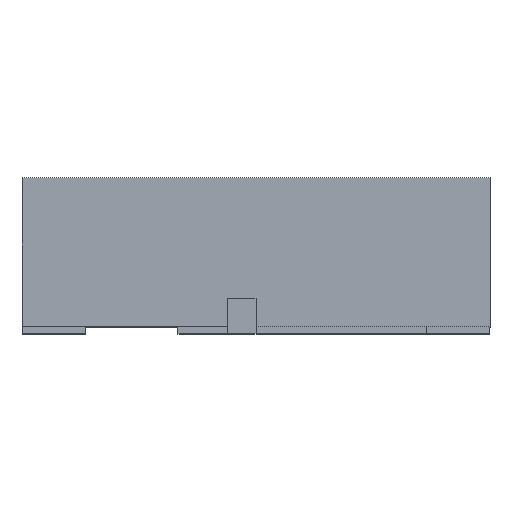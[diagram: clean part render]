
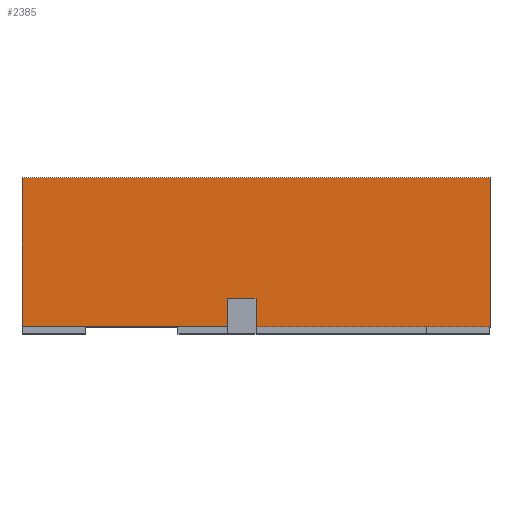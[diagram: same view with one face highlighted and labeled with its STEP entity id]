
A CAD part, top view. The second image highlights one B-rep face of the part: STEP entity #2385.
In plain terms, the highlighted planar face has unit normal (0, 0, 1).
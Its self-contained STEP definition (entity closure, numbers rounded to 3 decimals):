
#14 = EDGE_LOOP ( 'NONE', ( #907, #944, #1560, #3417, #1561, #2976, #1793, #4339 ) ) ;
#107 = DIRECTION ( 'NONE',  ( 1., 0., 0. ) ) ;
#317 = EDGE_CURVE ( 'NONE', #1306, #4360, #765, .T. ) ;
#323 = DIRECTION ( 'NONE',  ( 0., -1., 0. ) ) ;
#378 = CARTESIAN_POINT ( 'NONE',  ( 0., 0.05, 1.65 ) ) ;
#511 = LINE ( 'NONE', #2620, #3197 ) ;
#595 = LINE ( 'NONE', #4143, #1298 ) ;
#702 = VECTOR ( 'NONE', #107, 1000. ) ;
#756 = DIRECTION ( 'NONE',  ( 1., 0., 0. ) ) ;
#765 = LINE ( 'NONE', #3137, #702 ) ;
#796 = DIRECTION ( 'NONE',  ( 1., 0., 0. ) ) ;
#833 = VERTEX_POINT ( 'NONE', #378 ) ;
#844 = VERTEX_POINT ( 'NONE', #2025 ) ;
#907 = ORIENTED_EDGE ( 'NONE', *, *, #3521, .T. ) ;
#918 = LINE ( 'NONE', #4037, #1349 ) ;
#944 = ORIENTED_EDGE ( 'NONE', *, *, #1725, .F. ) ;
#1232 = CARTESIAN_POINT ( 'NONE',  ( 1.65, 6.867, 1.65 ) ) ;
#1298 = VECTOR ( 'NONE', #756, 1000. ) ;
#1306 = VERTEX_POINT ( 'NONE', #2172 ) ;
#1316 = AXIS2_PLACEMENT_3D ( 'NONE', #1232, #3569, #3931 ) ;
#1322 = EDGE_CURVE ( 'NONE', #844, #2060, #1953, .T. ) ;
#1349 = VECTOR ( 'NONE', #2020, 1000. ) ;
#1560 = ORIENTED_EDGE ( 'NONE', *, *, #1322, .T. ) ;
#1561 = ORIENTED_EDGE ( 'NONE', *, *, #2357, .T. ) ;
#1584 = VECTOR ( 'NONE', #323, 1000. ) ;
#1708 = VERTEX_POINT ( 'NONE', #3005 ) ;
#1725 = EDGE_CURVE ( 'NONE', #844, #2978, #4268, .T. ) ;
#1756 = EDGE_CURVE ( 'NONE', #4360, #1708, #2482, .T. ) ;
#1793 = ORIENTED_EDGE ( 'NONE', *, *, #317, .F. ) ;
#1951 = CARTESIAN_POINT ( 'NONE',  ( 0., 0.25, 1.65 ) ) ;
#1953 = LINE ( 'NONE', #4221, #3253 ) ;
#2000 = EDGE_CURVE ( 'NONE', #2060, #833, #511, .T. ) ;
#2020 = DIRECTION ( 'NONE',  ( 0., -1., 0. ) ) ;
#2025 = CARTESIAN_POINT ( 'NONE',  ( -0.2, 0.25, 1.65 ) ) ;
#2045 = VECTOR ( 'NONE', #796, 1000. ) ;
#2060 = VERTEX_POINT ( 'NONE', #1951 ) ;
#2172 = CARTESIAN_POINT ( 'NONE',  ( -1.65, 1.1, 1.65 ) ) ;
#2315 = CARTESIAN_POINT ( 'NONE',  ( 1.65, 6.867, 1.65 ) ) ;
#2357 = EDGE_CURVE ( 'NONE', #833, #1708, #3031, .T. ) ;
#2385 = ADVANCED_FACE ( 'NONE', ( #2818 ), #3227, .F. ) ;
#2482 = LINE ( 'NONE', #2315, #1584 ) ;
#2620 = CARTESIAN_POINT ( 'NONE',  ( 0., 0.72, 1.65 ) ) ;
#2652 = CARTESIAN_POINT ( 'NONE',  ( -0.2, 0.72, 1.65 ) ) ;
#2818 = FACE_OUTER_BOUND ( 'NONE', #14, .T. ) ;
#2946 = EDGE_CURVE ( 'NONE', #1306, #3756, #918, .T. ) ;
#2976 = ORIENTED_EDGE ( 'NONE', *, *, #1756, .F. ) ;
#2978 = VERTEX_POINT ( 'NONE', #3007 ) ;
#3005 = CARTESIAN_POINT ( 'NONE',  ( 1.65, 0.05, 1.65 ) ) ;
#3007 = CARTESIAN_POINT ( 'NONE',  ( -0.2, 0.05, 1.65 ) ) ;
#3031 = LINE ( 'NONE', #3851, #2045 ) ;
#3137 = CARTESIAN_POINT ( 'NONE',  ( 1.65, 1.1, 1.65 ) ) ;
#3197 = VECTOR ( 'NONE', #4301, 1000. ) ;
#3227 = PLANE ( 'NONE',  #1316 ) ;
#3253 = VECTOR ( 'NONE', #4248, 1000. ) ;
#3360 = VECTOR ( 'NONE', #4075, 1000. ) ;
#3417 = ORIENTED_EDGE ( 'NONE', *, *, #2000, .T. ) ;
#3521 = EDGE_CURVE ( 'NONE', #3756, #2978, #595, .T. ) ;
#3569 = DIRECTION ( 'NONE',  ( 0., 0., -1. ) ) ;
#3756 = VERTEX_POINT ( 'NONE', #3992 ) ;
#3851 = CARTESIAN_POINT ( 'NONE',  ( 1.65, 0.05, 1.65 ) ) ;
#3931 = DIRECTION ( 'NONE',  ( -1., 0., 0. ) ) ;
#3992 = CARTESIAN_POINT ( 'NONE',  ( -1.65, 0.05, 1.65 ) ) ;
#4037 = CARTESIAN_POINT ( 'NONE',  ( -1.65, 6.867, 1.65 ) ) ;
#4075 = DIRECTION ( 'NONE',  ( 0., -1., 0. ) ) ;
#4143 = CARTESIAN_POINT ( 'NONE',  ( 1.65, 0.05, 1.65 ) ) ;
#4221 = CARTESIAN_POINT ( 'NONE',  ( -0.2, 0.25, 1.65 ) ) ;
#4248 = DIRECTION ( 'NONE',  ( 1., 0., 0. ) ) ;
#4268 = LINE ( 'NONE', #2652, #3360 ) ;
#4278 = CARTESIAN_POINT ( 'NONE',  ( 1.65, 1.1, 1.65 ) ) ;
#4301 = DIRECTION ( 'NONE',  ( 0., -1., 0. ) ) ;
#4339 = ORIENTED_EDGE ( 'NONE', *, *, #2946, .T. ) ;
#4360 = VERTEX_POINT ( 'NONE', #4278 ) ;
